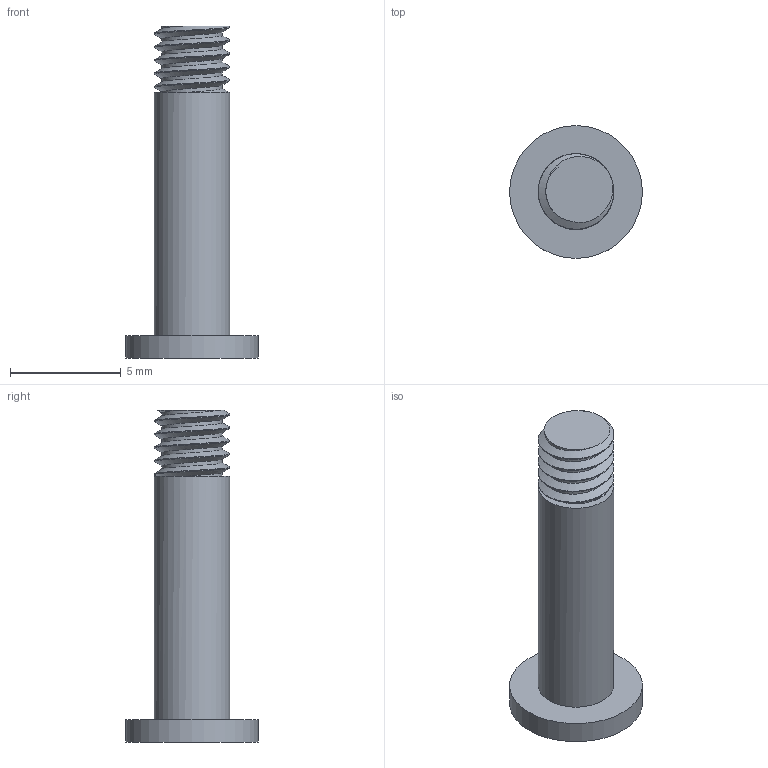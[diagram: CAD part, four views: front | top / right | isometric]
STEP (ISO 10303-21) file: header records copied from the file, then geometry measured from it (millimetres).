
FILE_DESCRIPTION(/* description */ (''),/* implementation_level */ '2;1');
FILE_NAME(/* name */ 'fan_screw.step',/* time_stamp */ '2023-12-06T19:11:41+01:00',/* author */ (''),/* organization */ (''),/* preprocessor_version */ 'ST-DEVELOPER v20',/* originating_system */ 'Autodesk Translation Framework v12.14.0.127',/* authorisation */ '');
FILE_SCHEMA (('AUTOMOTIVE_DESIGN { 1 0 10303 214 3 1 1 }'));
Length unit declared in the file: millimetre
Products named in the file (1): FanMount
Bounding box: 6 x 6 x 15 mm (x, y, z)
Volume: 150.5 mm3; surface area: 240.9 mm2
Topology: 1 solids, 1 shells, 19 faces, 48 edges, 32 vertices
Faces by surface type: cylinder 13, plane 4, bspline 2
Full cylindrical faces by diameter (mm): 2.732 x4, 3.417 x5, 6 x1
Entity records: 1764 total; most frequent: CARTESIAN_POINT 1323, ORIENTED_EDGE 96, DIRECTION 64, EDGE_CURVE 48, VERTEX_POINT 32, B_SPLINE_CURVE_WITH_KNOTS 28, AXIS2_PLACEMENT_3D 26, EDGE_LOOP 20
